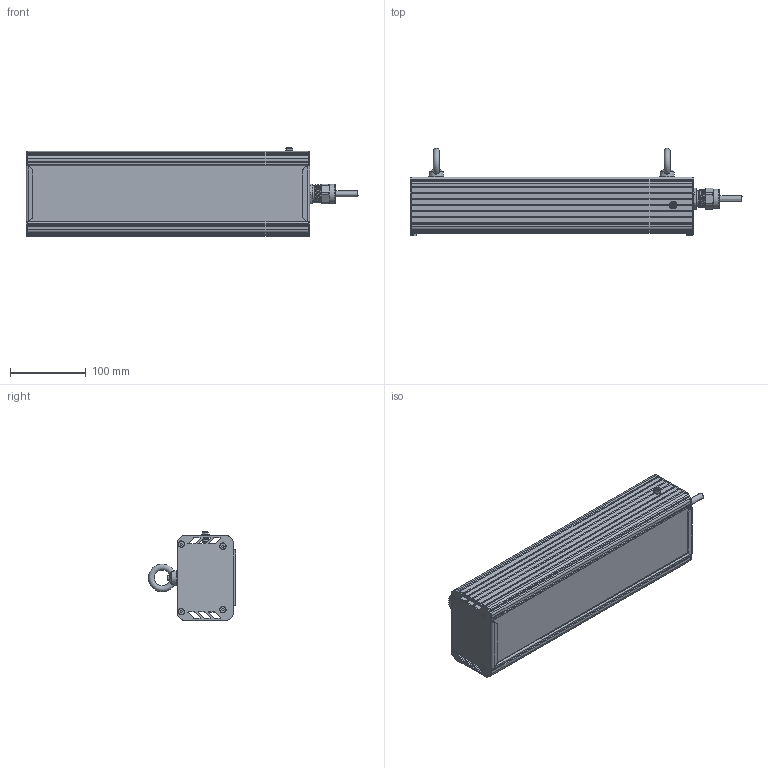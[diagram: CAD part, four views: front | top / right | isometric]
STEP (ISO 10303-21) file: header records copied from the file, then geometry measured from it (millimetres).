
FILE_DESCRIPTION(('STEP AP214'), '1');
FILE_NAME('001.0090.14.000 - ÃÑÏ-Ïðèìà-2Åõ-50', '2024-04-02T05:59:58', ('Åâãåíèé'), ('ÎÊÁ Ñâîé Ñòèëü'), 'C3D Converter', 'C3D Toolkit', '');
FILE_SCHEMA(('AUTOMOTIVE_DESIGN { 1 0 10303 214 3 1 1}'));
Length unit declared in the file: millimetre
Products named in the file (29): 001.0090.14.000; 001.0065.02.000
Assembly tree (53 placements, depth 3):
  001.0090.14.000
    (unnamed)
      (unnamed)  x4
      (unnamed)  x4
      (unnamed)
      (unnamed)
      (unnamed)
      (unnamed)
      (unnamed)
      (unnamed)
      (unnamed)
      (unnamed)
      (unnamed)
      (unnamed)
    (unnamed)  x5
      (unnamed)
      (unnamed)
      (unnamed)
      (unnamed)
      (unnamed)
      (unnamed)
      (unnamed)
      (unnamed)
      (unnamed)
    (unnamed)
      (unnamed)
    001.0065.02.000  x2
      (unnamed)
      (unnamed)
Bounding box: 439 x 115.4 x 117.15 mm (x, y, z)
Volume: 732265.4 mm3; surface area: 623454.9 mm2
Topology: 194 solids, 194 shells, 2184 faces, 5170 edges, 3459 vertices
Faces by surface type: plane 1469, cylinder 584, cone 79, bspline 31, sphere 15, torus 6
Full cylindrical faces by diameter (mm): 1 x15, 2 x10, 2.5 x20, 2.8 x125, 3.2 x15, 3.5 x25, 4 x9, 5 x3, 6 x3, 7 x2, 8 x8, 10 x1, 12.5 x1, 13 x1, 16 x1, 17 x1, 18 x1, 18.5 x1, 19 x1, 20 x1, 21.5 x1, 22 x2, 25.5 x1
Entity records: 65944 total; most frequent: CARTESIAN_POINT 33012, DIRECTION 5678, ORIENTED_EDGE 4658, EDGE_CURVE 2329, AXIS2_PLACEMENT_3D 2094, VERTEX_POINT 1609, LINE 1490, VECTOR 1490
